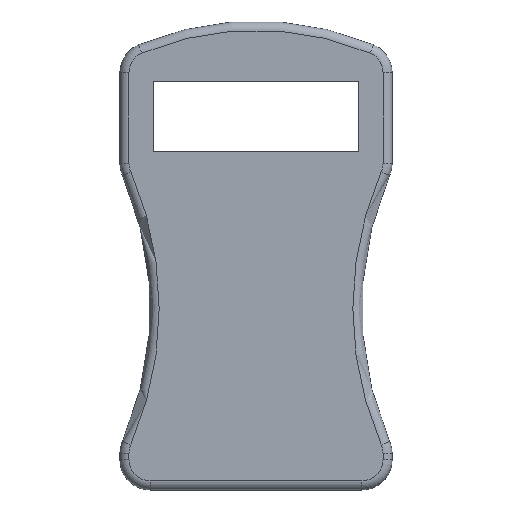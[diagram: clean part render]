
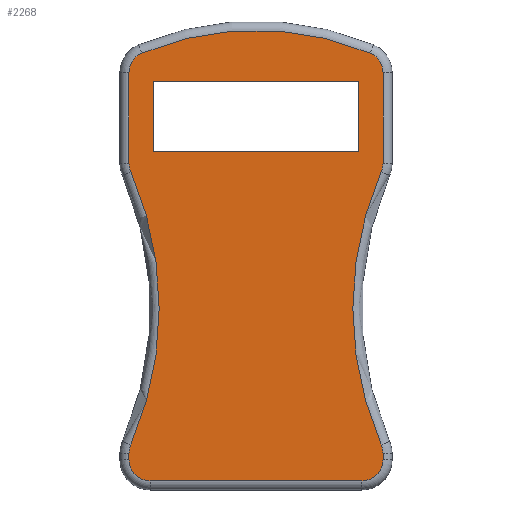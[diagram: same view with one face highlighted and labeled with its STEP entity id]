
A CAD part, top view. The second image highlights one B-rep face of the part: STEP entity #2268.
In plain terms, the highlighted planar face has unit normal (0, 0, 1).
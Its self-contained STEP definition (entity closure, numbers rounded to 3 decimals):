
#32=FACE_BOUND('',#348,.T.);
#59=PLANE('',#2556);
#201=FACE_OUTER_BOUND('',#347,.T.);
#347=EDGE_LOOP('',(#1852,#1853,#1854,#1855,#1856,#1857,#1858,#1859,#1860,
#1861,#1862,#1863,#1864,#1865,#1866,#1867));
#348=EDGE_LOOP('',(#1868,#1869,#1870,#1871));
#482=LINE('',#4539,#621);
#484=LINE('',#4551,#623);
#486=LINE('',#4563,#625);
#488=LINE('',#4587,#627);
#490=LINE('',#4608,#629);
#504=LINE('',#4647,#643);
#505=LINE('',#4649,#644);
#506=LINE('',#4651,#645);
#507=LINE('',#4652,#646);
#621=VECTOR('',#3028,10.);
#623=VECTOR('',#3042,10.);
#625=VECTOR('',#3056,10.);
#627=VECTOR('',#3086,10.);
#629=VECTOR('',#3114,10.);
#643=VECTOR('',#3156,10.);
#644=VECTOR('',#3157,10.);
#645=VECTOR('',#3158,10.);
#646=VECTOR('',#3159,10.);
#800=CIRCLE('',#2493,7.);
#802=CIRCLE('',#2496,113.);
#805=CIRCLE('',#2500,7.);
#809=CIRCLE('',#2506,7.);
#813=CIRCLE('',#2512,7.);
#817=CIRCLE('',#2518,7.);
#820=CIRCLE('',#2522,113.);
#823=CIRCLE('',#2526,7.);
#827=CIRCLE('',#2532,7.);
#830=CIRCLE('',#2536,97.);
#833=CIRCLE('',#2540,7.);
#990=VERTEX_POINT('',#4515);
#993=VERTEX_POINT('',#4520);
#995=VERTEX_POINT('',#4525);
#997=VERTEX_POINT('',#4531);
#999=VERTEX_POINT('',#4537);
#1001=VERTEX_POINT('',#4543);
#1003=VERTEX_POINT('',#4549);
#1005=VERTEX_POINT('',#4555);
#1007=VERTEX_POINT('',#4561);
#1009=VERTEX_POINT('',#4567);
#1011=VERTEX_POINT('',#4573);
#1013=VERTEX_POINT('',#4579);
#1015=VERTEX_POINT('',#4585);
#1017=VERTEX_POINT('',#4591);
#1019=VERTEX_POINT('',#4597);
#1021=VERTEX_POINT('',#4603);
#1031=VERTEX_POINT('',#4645);
#1032=VERTEX_POINT('',#4646);
#1033=VERTEX_POINT('',#4648);
#1034=VERTEX_POINT('',#4650);
#1270=EDGE_CURVE('',#993,#990,#800,.T.);
#1272=EDGE_CURVE('',#995,#993,#802,.T.);
#1275=EDGE_CURVE('',#997,#995,#805,.T.);
#1278=EDGE_CURVE('',#999,#997,#482,.T.);
#1281=EDGE_CURVE('',#1001,#999,#809,.T.);
#1284=EDGE_CURVE('',#1003,#1001,#484,.T.);
#1287=EDGE_CURVE('',#1005,#1003,#813,.T.);
#1290=EDGE_CURVE('',#1007,#1005,#486,.T.);
#1293=EDGE_CURVE('',#1009,#1007,#817,.T.);
#1296=EDGE_CURVE('',#1011,#1009,#820,.T.);
#1299=EDGE_CURVE('',#1013,#1011,#823,.T.);
#1302=EDGE_CURVE('',#1015,#1013,#488,.T.);
#1305=EDGE_CURVE('',#1017,#1015,#827,.T.);
#1308=EDGE_CURVE('',#1019,#1017,#830,.T.);
#1311=EDGE_CURVE('',#1021,#1019,#833,.T.);
#1313=EDGE_CURVE('',#990,#1021,#490,.T.);
#1332=EDGE_CURVE('',#1031,#1032,#504,.T.);
#1333=EDGE_CURVE('',#1032,#1033,#505,.T.);
#1334=EDGE_CURVE('',#1033,#1034,#506,.T.);
#1335=EDGE_CURVE('',#1034,#1031,#507,.T.);
#1852=ORIENTED_EDGE('',*,*,#1270,.F.);
#1853=ORIENTED_EDGE('',*,*,#1272,.F.);
#1854=ORIENTED_EDGE('',*,*,#1275,.F.);
#1855=ORIENTED_EDGE('',*,*,#1278,.F.);
#1856=ORIENTED_EDGE('',*,*,#1281,.F.);
#1857=ORIENTED_EDGE('',*,*,#1284,.F.);
#1858=ORIENTED_EDGE('',*,*,#1287,.F.);
#1859=ORIENTED_EDGE('',*,*,#1290,.F.);
#1860=ORIENTED_EDGE('',*,*,#1293,.F.);
#1861=ORIENTED_EDGE('',*,*,#1296,.F.);
#1862=ORIENTED_EDGE('',*,*,#1299,.F.);
#1863=ORIENTED_EDGE('',*,*,#1302,.F.);
#1864=ORIENTED_EDGE('',*,*,#1305,.F.);
#1865=ORIENTED_EDGE('',*,*,#1308,.F.);
#1866=ORIENTED_EDGE('',*,*,#1311,.F.);
#1867=ORIENTED_EDGE('',*,*,#1313,.F.);
#1868=ORIENTED_EDGE('',*,*,#1332,.T.);
#1869=ORIENTED_EDGE('',*,*,#1333,.T.);
#1870=ORIENTED_EDGE('',*,*,#1334,.T.);
#1871=ORIENTED_EDGE('',*,*,#1335,.T.);
#2268=ADVANCED_FACE('',(#201,#32),#59,.T.);
#2493=AXIS2_PLACEMENT_3D('',#4522,#3006,#3007);
#2496=AXIS2_PLACEMENT_3D('',#4527,#3012,#3013);
#2500=AXIS2_PLACEMENT_3D('',#4533,#3020,#3021);
#2506=AXIS2_PLACEMENT_3D('',#4545,#3034,#3035);
#2512=AXIS2_PLACEMENT_3D('',#4557,#3048,#3049);
#2518=AXIS2_PLACEMENT_3D('',#4569,#3062,#3063);
#2522=AXIS2_PLACEMENT_3D('',#4575,#3070,#3071);
#2526=AXIS2_PLACEMENT_3D('',#4581,#3078,#3079);
#2532=AXIS2_PLACEMENT_3D('',#4593,#3092,#3093);
#2536=AXIS2_PLACEMENT_3D('',#4599,#3100,#3101);
#2540=AXIS2_PLACEMENT_3D('',#4605,#3108,#3109);
#2556=AXIS2_PLACEMENT_3D('',#4644,#3154,#3155);
#3006=DIRECTION('center_axis',(0.,0.,-1.));
#3007=DIRECTION('ref_axis',(-0.979,-0.204,0.));
#3012=DIRECTION('center_axis',(0.,0.,1.));
#3013=DIRECTION('ref_axis',(1.,0.,0.));
#3020=DIRECTION('center_axis',(0.,0.,-1.));
#3021=DIRECTION('ref_axis',(-0.979,0.204,0.));
#3028=DIRECTION('',(0.,1.,0.));
#3034=DIRECTION('center_axis',(0.,0.,-1.));
#3035=DIRECTION('ref_axis',(-0.707,-0.707,0.));
#3042=DIRECTION('',(-1.,0.,0.));
#3048=DIRECTION('center_axis',(0.,0.,-1.));
#3049=DIRECTION('ref_axis',(0.707,-0.707,0.));
#3056=DIRECTION('',(0.,-1.,0.));
#3062=DIRECTION('center_axis',(0.,0.,-1.));
#3063=DIRECTION('ref_axis',(0.979,0.204,0.));
#3070=DIRECTION('center_axis',(0.,0.,1.));
#3071=DIRECTION('ref_axis',(-1.,0.,0.));
#3078=DIRECTION('center_axis',(0.,0.,-1.));
#3079=DIRECTION('ref_axis',(0.979,-0.204,0.));
#3086=DIRECTION('',(0.,-1.,0.));
#3092=DIRECTION('center_axis',(0.,0.,-1.));
#3093=DIRECTION('ref_axis',(0.833,0.553,0.));
#3100=DIRECTION('center_axis',(0.,0.,-1.));
#3101=DIRECTION('ref_axis',(0.,1.,0.));
#3108=DIRECTION('center_axis',(0.,0.,-1.));
#3109=DIRECTION('ref_axis',(-0.833,0.553,0.));
#3114=DIRECTION('',(0.,1.,0.));
#3154=DIRECTION('center_axis',(0.,0.,1.));
#3155=DIRECTION('ref_axis',(1.,0.,0.));
#3156=DIRECTION('',(0.,1.,0.));
#3157=DIRECTION('',(1.,0.,0.));
#3158=DIRECTION('',(0.,-1.,0.));
#3159=DIRECTION('',(-1.,0.,0.));
#4515=CARTESIAN_POINT('',(-65.14,196.811,3.));
#4520=CARTESIAN_POINT('',(-64.557,194.014,3.));
#4522=CARTESIAN_POINT('Origin',(-58.14,196.811,3.));
#4525=CARTESIAN_POINT('',(-64.557,103.692,3.));
#4527=CARTESIAN_POINT('Origin',(-168.14,148.853,3.));
#4531=CARTESIAN_POINT('',(-65.14,100.895,3.));
#4533=CARTESIAN_POINT('Origin',(-58.14,100.895,3.));
#4537=CARTESIAN_POINT('',(-65.14,98.853,3.));
#4539=CARTESIAN_POINT('',(-65.14,133.624,3.));
#4543=CARTESIAN_POINT('',(-58.14,91.853,3.));
#4545=CARTESIAN_POINT('Origin',(-58.14,98.853,3.));
#4549=CARTESIAN_POINT('',(11.86,91.853,3.));
#4551=CARTESIAN_POINT('',(-40.64,91.853,3.));
#4555=CARTESIAN_POINT('',(18.86,98.853,3.));
#4557=CARTESIAN_POINT('Origin',(11.86,98.853,3.));
#4561=CARTESIAN_POINT('',(18.86,100.895,3.));
#4563=CARTESIAN_POINT('',(18.86,132.603,3.));
#4567=CARTESIAN_POINT('',(18.277,103.692,3.));
#4569=CARTESIAN_POINT('Origin',(11.86,100.895,3.));
#4573=CARTESIAN_POINT('',(18.277,194.014,3.));
#4575=CARTESIAN_POINT('Origin',(121.86,148.853,3.));
#4579=CARTESIAN_POINT('',(18.86,196.811,3.));
#4581=CARTESIAN_POINT('Origin',(11.86,196.811,3.));
#4585=CARTESIAN_POINT('',(18.86,226.769,3.));
#4587=CARTESIAN_POINT('',(18.86,181.582,3.));
#4591=CARTESIAN_POINT('',(14.582,233.218,3.));
#4593=CARTESIAN_POINT('Origin',(11.86,226.769,3.));
#4597=CARTESIAN_POINT('',(-60.862,233.218,3.));
#4599=CARTESIAN_POINT('Origin',(-23.14,143.853,3.));
#4603=CARTESIAN_POINT('',(-65.14,226.769,3.));
#4605=CARTESIAN_POINT('Origin',(-58.14,226.769,3.));
#4608=CARTESIAN_POINT('',(-65.14,196.561,3.));
#4644=CARTESIAN_POINT('Origin',(-23.14,166.353,3.));
#4645=CARTESIAN_POINT('',(-57.14,200.853,3.));
#4646=CARTESIAN_POINT('',(-57.14,223.853,3.));
#4647=CARTESIAN_POINT('',(-57.14,195.103,3.));
#4648=CARTESIAN_POINT('',(10.86,223.853,3.));
#4649=CARTESIAN_POINT('',(-6.14,223.853,3.));
#4650=CARTESIAN_POINT('',(10.86,200.853,3.));
#4651=CARTESIAN_POINT('',(10.86,183.603,3.));
#4652=CARTESIAN_POINT('',(-40.14,200.853,3.));
